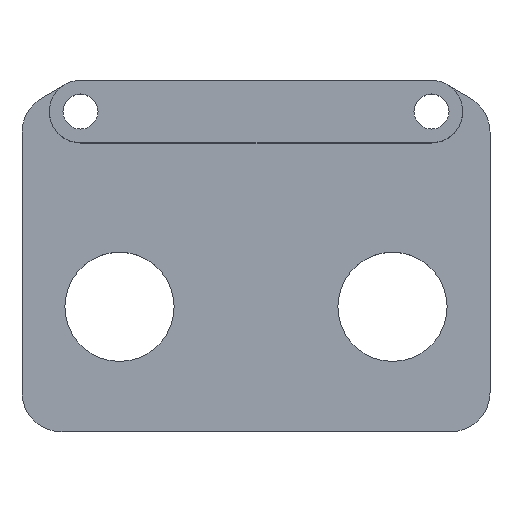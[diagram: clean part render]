
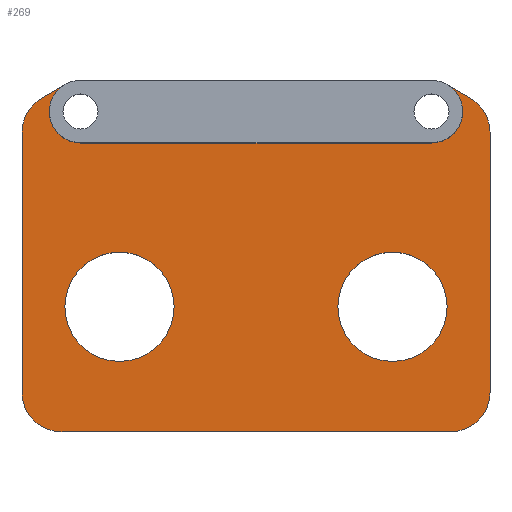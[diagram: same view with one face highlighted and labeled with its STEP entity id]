
A CAD part, top view. The second image highlights one B-rep face of the part: STEP entity #269.
In plain terms, the highlighted planar face has unit normal (0, 0, 1).
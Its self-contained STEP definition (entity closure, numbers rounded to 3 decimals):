
#24 = VERTEX_POINT('',#25);
#25 = CARTESIAN_POINT('',(-27.5,26.732,5.));
#31 = EDGE_CURVE('',#24,#32,#34,.T.);
#32 = VERTEX_POINT('',#33);
#33 = CARTESIAN_POINT('',(-24.5,28.464,5.));
#34 = LINE('',#35,#36);
#35 = CARTESIAN_POINT('',(-27.5,26.732,5.));
#36 = VECTOR('',#37,1.);
#37 = DIRECTION('',(0.866,0.5,0.));
#62 = EDGE_CURVE('',#24,#63,#65,.T.);
#63 = VERTEX_POINT('',#64);
#64 = CARTESIAN_POINT('',(-30.,22.402,5.));
#65 = CIRCLE('',#66,5.);
#66 = AXIS2_PLACEMENT_3D('',#67,#68,#69);
#67 = CARTESIAN_POINT('',(-25.,22.402,5.));
#68 = DIRECTION('',(0.,0.,1.));
#69 = DIRECTION('',(1.,0.,0.));
#95 = VERTEX_POINT('',#96);
#96 = CARTESIAN_POINT('',(-22.5,21.,5.));
#104 = EDGE_CURVE('',#32,#95,#105,.T.);
#105 = CIRCLE('',#106,4.);
#106 = AXIS2_PLACEMENT_3D('',#107,#108,#109);
#107 = CARTESIAN_POINT('',(-22.5,25.,5.));
#108 = DIRECTION('',(0.,0.,1.));
#109 = DIRECTION('',(1.,0.,0.));
#269 = ADVANCED_FACE('',(#270,#349,#360),#371,.T.);
#270 = FACE_BOUND('',#271,.T.);
#271 = EDGE_LOOP('',(#272,#273,#274,#282,#291,#299,#308,#316,#325,#333,
    #342,#348));
#272 = ORIENTED_EDGE('',*,*,#31,.F.);
#273 = ORIENTED_EDGE('',*,*,#62,.T.);
#274 = ORIENTED_EDGE('',*,*,#275,.T.);
#275 = EDGE_CURVE('',#63,#276,#278,.T.);
#276 = VERTEX_POINT('',#277);
#277 = CARTESIAN_POINT('',(-30.,-11.,5.));
#278 = LINE('',#279,#280);
#279 = CARTESIAN_POINT('',(-30.,22.402,5.));
#280 = VECTOR('',#281,1.);
#281 = DIRECTION('',(0.,-1.,0.));
#282 = ORIENTED_EDGE('',*,*,#283,.T.);
#283 = EDGE_CURVE('',#276,#284,#286,.T.);
#284 = VERTEX_POINT('',#285);
#285 = CARTESIAN_POINT('',(-25.,-16.,5.));
#286 = CIRCLE('',#287,5.);
#287 = AXIS2_PLACEMENT_3D('',#288,#289,#290);
#288 = CARTESIAN_POINT('',(-25.,-11.,5.));
#289 = DIRECTION('',(0.,0.,1.));
#290 = DIRECTION('',(1.,0.,0.));
#291 = ORIENTED_EDGE('',*,*,#292,.F.);
#292 = EDGE_CURVE('',#293,#284,#295,.T.);
#293 = VERTEX_POINT('',#294);
#294 = CARTESIAN_POINT('',(25.,-16.,5.));
#295 = LINE('',#296,#297);
#296 = CARTESIAN_POINT('',(25.,-16.,5.));
#297 = VECTOR('',#298,1.);
#298 = DIRECTION('',(-1.,0.,0.));
#299 = ORIENTED_EDGE('',*,*,#300,.T.);
#300 = EDGE_CURVE('',#293,#301,#303,.T.);
#301 = VERTEX_POINT('',#302);
#302 = CARTESIAN_POINT('',(30.,-11.,5.));
#303 = CIRCLE('',#304,5.);
#304 = AXIS2_PLACEMENT_3D('',#305,#306,#307);
#305 = CARTESIAN_POINT('',(25.,-11.,5.));
#306 = DIRECTION('',(0.,0.,1.));
#307 = DIRECTION('',(1.,0.,0.));
#308 = ORIENTED_EDGE('',*,*,#309,.F.);
#309 = EDGE_CURVE('',#310,#301,#312,.T.);
#310 = VERTEX_POINT('',#311);
#311 = CARTESIAN_POINT('',(30.,22.402,5.));
#312 = LINE('',#313,#314);
#313 = CARTESIAN_POINT('',(30.,22.402,5.));
#314 = VECTOR('',#315,1.);
#315 = DIRECTION('',(0.,-1.,0.));
#316 = ORIENTED_EDGE('',*,*,#317,.T.);
#317 = EDGE_CURVE('',#310,#318,#320,.T.);
#318 = VERTEX_POINT('',#319);
#319 = CARTESIAN_POINT('',(27.5,26.732,5.));
#320 = CIRCLE('',#321,5.);
#321 = AXIS2_PLACEMENT_3D('',#322,#323,#324);
#322 = CARTESIAN_POINT('',(25.,22.402,5.));
#323 = DIRECTION('',(0.,0.,1.));
#324 = DIRECTION('',(1.,0.,0.));
#325 = ORIENTED_EDGE('',*,*,#326,.F.);
#326 = EDGE_CURVE('',#327,#318,#329,.T.);
#327 = VERTEX_POINT('',#328);
#328 = CARTESIAN_POINT('',(24.5,28.464,5.));
#329 = LINE('',#330,#331);
#330 = CARTESIAN_POINT('',(24.5,28.464,5.));
#331 = VECTOR('',#332,1.);
#332 = DIRECTION('',(0.866,-0.5,0.));
#333 = ORIENTED_EDGE('',*,*,#334,.F.);
#334 = EDGE_CURVE('',#335,#327,#337,.T.);
#335 = VERTEX_POINT('',#336);
#336 = CARTESIAN_POINT('',(22.5,21.,5.));
#337 = CIRCLE('',#338,4.);
#338 = AXIS2_PLACEMENT_3D('',#339,#340,#341);
#339 = CARTESIAN_POINT('',(22.5,25.,5.));
#340 = DIRECTION('',(0.,0.,1.));
#341 = DIRECTION('',(1.,0.,0.));
#342 = ORIENTED_EDGE('',*,*,#343,.T.);
#343 = EDGE_CURVE('',#335,#95,#344,.T.);
#344 = LINE('',#345,#346);
#345 = CARTESIAN_POINT('',(22.5,21.,5.));
#346 = VECTOR('',#347,1.);
#347 = DIRECTION('',(-1.,0.,0.));
#348 = ORIENTED_EDGE('',*,*,#104,.F.);
#349 = FACE_BOUND('',#350,.T.);
#350 = EDGE_LOOP('',(#351));
#351 = ORIENTED_EDGE('',*,*,#352,.F.);
#352 = EDGE_CURVE('',#353,#353,#355,.T.);
#353 = VERTEX_POINT('',#354);
#354 = CARTESIAN_POINT('',(-10.5,0.,5.));
#355 = CIRCLE('',#356,7.);
#356 = AXIS2_PLACEMENT_3D('',#357,#358,#359);
#357 = CARTESIAN_POINT('',(-17.5,0.,5.));
#358 = DIRECTION('',(0.,0.,1.));
#359 = DIRECTION('',(1.,0.,0.));
#360 = FACE_BOUND('',#361,.T.);
#361 = EDGE_LOOP('',(#362));
#362 = ORIENTED_EDGE('',*,*,#363,.F.);
#363 = EDGE_CURVE('',#364,#364,#366,.T.);
#364 = VERTEX_POINT('',#365);
#365 = CARTESIAN_POINT('',(24.5,0.,5.));
#366 = CIRCLE('',#367,7.);
#367 = AXIS2_PLACEMENT_3D('',#368,#369,#370);
#368 = CARTESIAN_POINT('',(17.5,0.,5.));
#369 = DIRECTION('',(0.,0.,1.));
#370 = DIRECTION('',(1.,0.,0.));
#371 = PLANE('',#372);
#372 = AXIS2_PLACEMENT_3D('',#373,#374,#375);
#373 = CARTESIAN_POINT('',(0.,6.173,5.));
#374 = DIRECTION('',(0.,0.,1.));
#375 = DIRECTION('',(1.,0.,0.));
